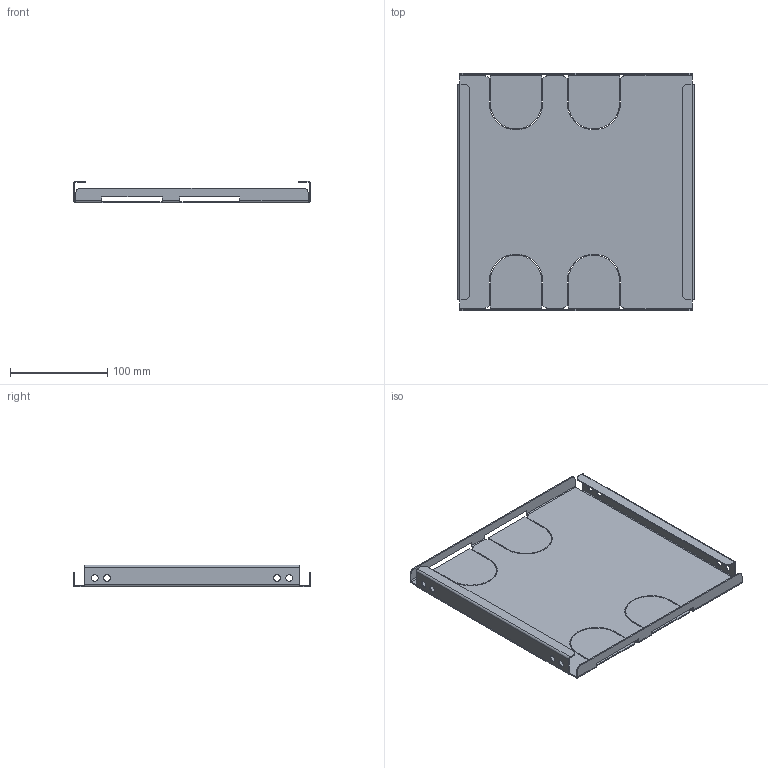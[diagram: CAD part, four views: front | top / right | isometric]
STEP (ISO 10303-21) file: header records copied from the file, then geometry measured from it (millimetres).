
FILE_DESCRIPTION (( 'STEP AP214' ), '1' );
FILE_NAME ('FO-00-CP-0245-025 FORMAT Ïàíåëü êàáåëüíàÿ 245õ250ìì IEK.STEP', '2022-05-31T08:21:45', ( '' ), ( '' ), 'SwSTEP 2.0', 'SolidWorks 2017', '' );
FILE_SCHEMA (( 'AUTOMOTIVE_DESIGN' ));
Length unit declared in the file: millimetre
Products named in the file (1): FO-00-CP-0245-025 FORMAT Ïàíåëü êàáåëüíàÿ 245õ250ìì IEK
Bounding box: 243.4 x 244 x 22.2 mm (x, y, z)
Volume: 91838.5 mm3; surface area: 156620.1 mm2
Topology: 1 solids, 1 shells, 178 faces, 504 edges, 320 vertices
Faces by surface type: plane 118, cylinder 60
Entity records: 5818 total; most frequent: ORIENTED_EDGE 1008, CARTESIAN_POINT 1003, DIRECTION 982, EDGE_CURVE 504, LINE 384, VECTOR 384, VERTEX_POINT 320, AXIS2_PLACEMENT_3D 299
